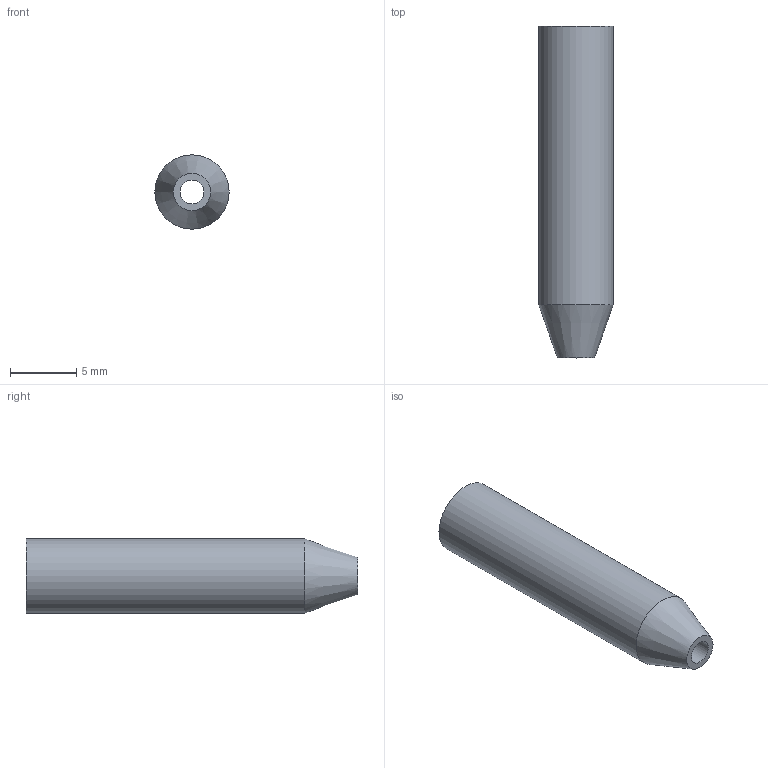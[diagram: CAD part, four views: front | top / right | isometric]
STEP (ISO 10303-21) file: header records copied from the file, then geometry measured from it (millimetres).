
FILE_DESCRIPTION(/* description */ (''),/* implementation_level */ '2;1');
FILE_NAME(/* name */ 'prusa_mk3s_prusament_PLA_option v5.step',/* time_stamp */ '2021-02-22T23:20:51-08:00',/* author */ (''),/* organization */ (''),/* preprocessor_version */ 'ST-DEVELOPER v18.1',/* originating_system */ 'Autodesk Translation Framework v9.7.1.1290',/* authorisation */ '');
FILE_SCHEMA (('AUTOMOTIVE_DESIGN { 1 0 10303 214 3 1 1 }'));
Length unit declared in the file: millimetre
Products named in the file (1): prusa_mk3s_prusament_PLA_option
Bounding box: 5.6 x 25 x 5.6 mm (x, y, z)
Volume: 484.6 mm3; surface area: 600.3 mm2
Topology: 1 solids, 1 shells, 7 faces, 17 edges, 11 vertices
Faces by surface type: cone 2, cylinder 2, torus 2, plane 1
Full cylindrical faces by diameter (mm): 1.8 x1, 5.6 x1
Entity records: 260 total; most frequent: DIRECTION 46, CARTESIAN_POINT 36, ORIENTED_EDGE 34, AXIS2_PLACEMENT_3D 21, EDGE_CURVE 17, CIRCLE 13, VERTEX_POINT 11, EDGE_LOOP 8
